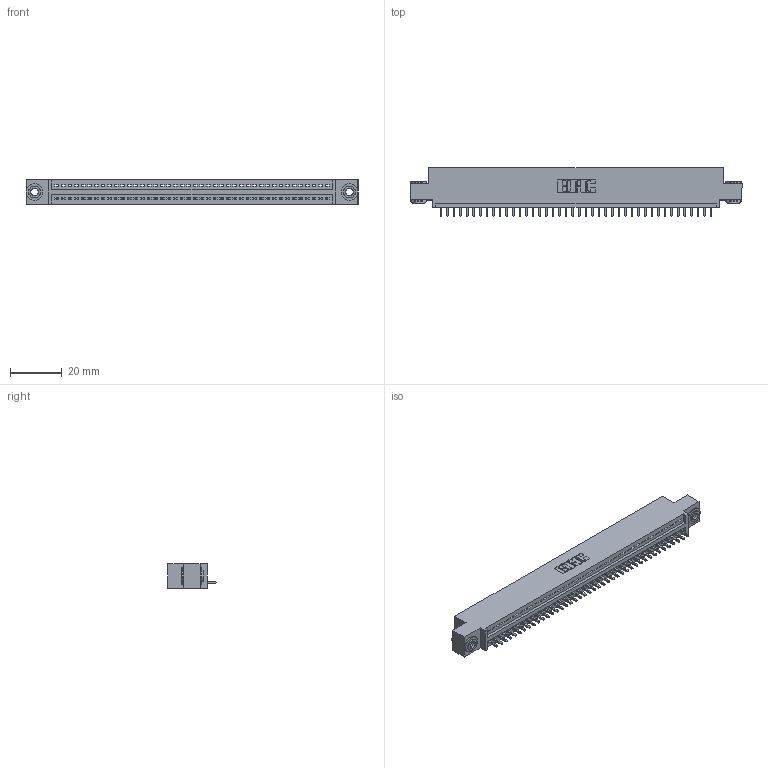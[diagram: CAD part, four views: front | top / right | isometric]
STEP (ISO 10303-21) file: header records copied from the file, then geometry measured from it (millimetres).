
FILE_DESCRIPTION (( 'STEP AP203' ), '1' );
FILE_NAME ('345-042-521-403.STEP', '2018-09-05T11:20:07', ( '' ), ( '' ), 'SwSTEP 2.0', 'SolidWorks 2016', '' );
FILE_SCHEMA (( 'CONFIG_CONTROL_DESIGN' ));
Length unit declared in the file: inch
Products named in the file (4): 345 Part_0.110 Offset - 0.156 Dia-TH; 345-292-001_345-293-121; 345-250-002_345-250-002-102; 345-042-521-403
Assembly tree (45 placements, depth 2):
  345-042-521-403
    345 Part_0.110 Offset - 0.156 Dia-TH
    345-292-001_345-293-121  x42
    345-250-002_345-250-002-102  x2
Bounding box: 127.89 x 18.72 x 9.4 mm (x, y, z)
Volume: 11973.6 mm3; surface area: 15740.8 mm2
Topology: 45 solids, 45 shells, 2604 faces, 7821 edges, 5154 vertices
Faces by surface type: plane 1774, cylinder 822, cone 8
Entity records: 32410 total; most frequent: CARTESIAN_POINT 5593, ORIENTED_EDGE 5562, DIRECTION 4915, EDGE_CURVE 2781, VECTOR 2457, LINE 2457, VERTEX_POINT 1850, AXIS2_PLACEMENT_3D 1229
